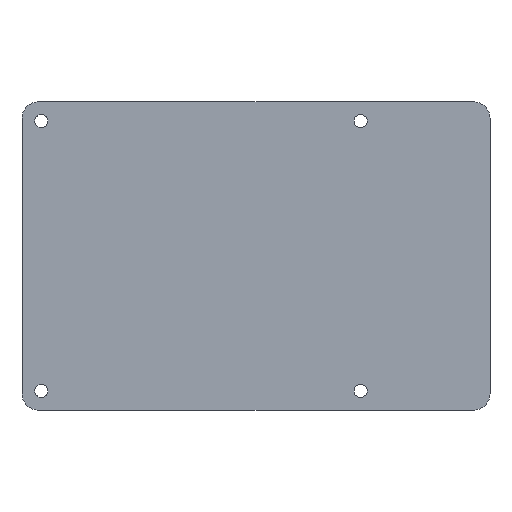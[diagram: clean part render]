
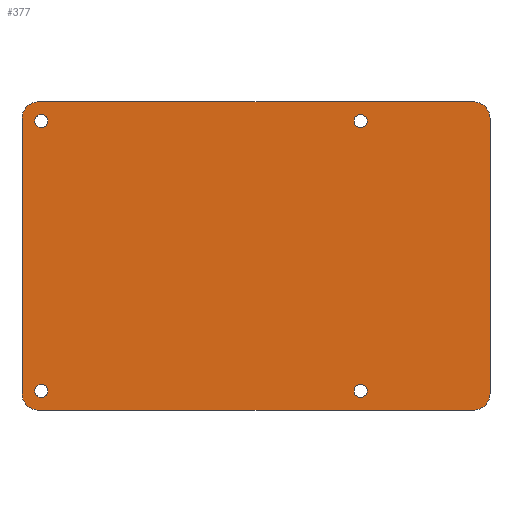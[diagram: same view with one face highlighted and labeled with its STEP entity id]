
A CAD part, front view. The second image highlights one B-rep face of the part: STEP entity #377.
In plain terms, the highlighted planar face has unit normal (0, -1, 0).
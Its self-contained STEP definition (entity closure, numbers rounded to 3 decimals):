
#23=FACE_BOUND('',#88,.T.);
#24=FACE_BOUND('',#89,.T.);
#25=FACE_BOUND('',#90,.T.);
#26=FACE_BOUND('',#91,.T.);
#39=PLANE('',#438);
#61=FACE_OUTER_BOUND('',#87,.T.);
#87=EDGE_LOOP('',(#321,#322,#323,#324,#325,#326,#327,#328));
#88=EDGE_LOOP('',(#329));
#89=EDGE_LOOP('',(#330));
#90=EDGE_LOOP('',(#331));
#91=EDGE_LOOP('',(#332));
#107=LINE('',#624,#131);
#111=LINE('',#636,#135);
#115=LINE('',#648,#139);
#119=LINE('',#660,#143);
#131=VECTOR('',#513,10.);
#135=VECTOR('',#525,10.);
#139=VECTOR('',#537,10.);
#143=VECTOR('',#549,10.);
#145=CIRCLE('',#395,1.2);
#149=CIRCLE('',#402,1.2);
#153=CIRCLE('',#409,1.2);
#157=CIRCLE('',#416,1.2);
#162=CIRCLE('',#425,3.);
#164=CIRCLE('',#429,3.);
#166=CIRCLE('',#433,3.);
#168=CIRCLE('',#437,3.);
#169=VERTEX_POINT('',#566);
#173=VERTEX_POINT('',#579);
#177=VERTEX_POINT('',#592);
#181=VERTEX_POINT('',#605);
#187=VERTEX_POINT('',#621);
#188=VERTEX_POINT('',#623);
#190=VERTEX_POINT('',#629);
#192=VERTEX_POINT('',#635);
#194=VERTEX_POINT('',#641);
#196=VERTEX_POINT('',#647);
#198=VERTEX_POINT('',#653);
#200=VERTEX_POINT('',#659);
#201=EDGE_CURVE('',#169,#169,#145,.T.);
#207=EDGE_CURVE('',#173,#173,#149,.T.);
#213=EDGE_CURVE('',#177,#177,#153,.T.);
#219=EDGE_CURVE('',#181,#181,#157,.T.);
#227=EDGE_CURVE('',#188,#187,#107,.T.);
#230=EDGE_CURVE('',#190,#188,#162,.T.);
#233=EDGE_CURVE('',#192,#190,#111,.T.);
#236=EDGE_CURVE('',#194,#192,#164,.T.);
#239=EDGE_CURVE('',#196,#194,#115,.T.);
#242=EDGE_CURVE('',#198,#196,#166,.T.);
#245=EDGE_CURVE('',#200,#198,#119,.T.);
#248=EDGE_CURVE('',#187,#200,#168,.T.);
#321=ORIENTED_EDGE('',*,*,#248,.T.);
#322=ORIENTED_EDGE('',*,*,#245,.T.);
#323=ORIENTED_EDGE('',*,*,#242,.T.);
#324=ORIENTED_EDGE('',*,*,#239,.T.);
#325=ORIENTED_EDGE('',*,*,#236,.T.);
#326=ORIENTED_EDGE('',*,*,#233,.T.);
#327=ORIENTED_EDGE('',*,*,#230,.T.);
#328=ORIENTED_EDGE('',*,*,#227,.T.);
#329=ORIENTED_EDGE('',*,*,#201,.F.);
#330=ORIENTED_EDGE('',*,*,#219,.F.);
#331=ORIENTED_EDGE('',*,*,#213,.F.);
#332=ORIENTED_EDGE('',*,*,#207,.F.);
#377=ADVANCED_FACE('',(#61,#23,#24,#25,#26),#39,.T.);
#395=AXIS2_PLACEMENT_3D('',#567,#447,#448);
#402=AXIS2_PLACEMENT_3D('',#580,#463,#464);
#409=AXIS2_PLACEMENT_3D('',#593,#479,#480);
#416=AXIS2_PLACEMENT_3D('',#606,#495,#496);
#425=AXIS2_PLACEMENT_3D('',#630,#519,#520);
#429=AXIS2_PLACEMENT_3D('',#642,#531,#532);
#433=AXIS2_PLACEMENT_3D('',#654,#543,#544);
#437=AXIS2_PLACEMENT_3D('',#664,#555,#556);
#438=AXIS2_PLACEMENT_3D('',#665,#557,#558);
#447=DIRECTION('center_axis',(0.,-1.,0.));
#448=DIRECTION('ref_axis',(1.,0.,0.));
#463=DIRECTION('center_axis',(0.,-1.,0.));
#464=DIRECTION('ref_axis',(1.,0.,0.));
#479=DIRECTION('center_axis',(0.,-1.,0.));
#480=DIRECTION('ref_axis',(1.,0.,0.));
#495=DIRECTION('center_axis',(0.,-1.,0.));
#496=DIRECTION('ref_axis',(1.,0.,0.));
#513=DIRECTION('',(1.,0.,0.));
#519=DIRECTION('center_axis',(0.,-1.,0.));
#520=DIRECTION('ref_axis',(-1.,0.,0.));
#525=DIRECTION('',(0.,0.,-1.));
#531=DIRECTION('center_axis',(0.,-1.,0.));
#532=DIRECTION('ref_axis',(0.,0.,1.));
#537=DIRECTION('',(-1.,0.,0.));
#543=DIRECTION('center_axis',(0.,-1.,0.));
#544=DIRECTION('ref_axis',(1.,0.,0.));
#549=DIRECTION('',(0.,0.,1.));
#555=DIRECTION('center_axis',(0.,-1.,0.));
#556=DIRECTION('ref_axis',(0.,0.,-1.));
#557=DIRECTION('center_axis',(0.,-1.,0.));
#558=DIRECTION('ref_axis',(1.,0.,0.));
#566=CARTESIAN_POINT('',(17.8,-5.8,-24.5));
#567=CARTESIAN_POINT('Origin',(19.,-5.8,-24.5));
#579=CARTESIAN_POINT('',(-40.2,-5.8,24.5));
#580=CARTESIAN_POINT('Origin',(-39.,-5.8,24.5));
#592=CARTESIAN_POINT('',(17.8,-5.8,24.5));
#593=CARTESIAN_POINT('Origin',(19.,-5.8,24.5));
#605=CARTESIAN_POINT('',(-40.2,-5.8,-24.5));
#606=CARTESIAN_POINT('Origin',(-39.,-5.8,-24.5));
#621=CARTESIAN_POINT('',(39.5,-5.8,-28.));
#623=CARTESIAN_POINT('',(-39.5,-5.8,-28.));
#624=CARTESIAN_POINT('',(42.5,-5.8,-28.));
#629=CARTESIAN_POINT('',(-42.5,-5.8,-25.));
#630=CARTESIAN_POINT('Origin',(-39.5,-5.8,-25.));
#635=CARTESIAN_POINT('',(-42.5,-5.8,25.));
#636=CARTESIAN_POINT('',(-42.5,-5.8,-28.));
#641=CARTESIAN_POINT('',(-39.5,-5.8,28.));
#642=CARTESIAN_POINT('Origin',(-39.5,-5.8,25.));
#647=CARTESIAN_POINT('',(39.5,-5.8,28.));
#648=CARTESIAN_POINT('',(-42.5,-5.8,28.));
#653=CARTESIAN_POINT('',(42.5,-5.8,25.));
#654=CARTESIAN_POINT('Origin',(39.5,-5.8,25.));
#659=CARTESIAN_POINT('',(42.5,-5.8,-25.));
#660=CARTESIAN_POINT('',(42.5,-5.8,28.));
#664=CARTESIAN_POINT('Origin',(39.5,-5.8,-25.));
#665=CARTESIAN_POINT('Origin',(0.,-5.8,0.));
